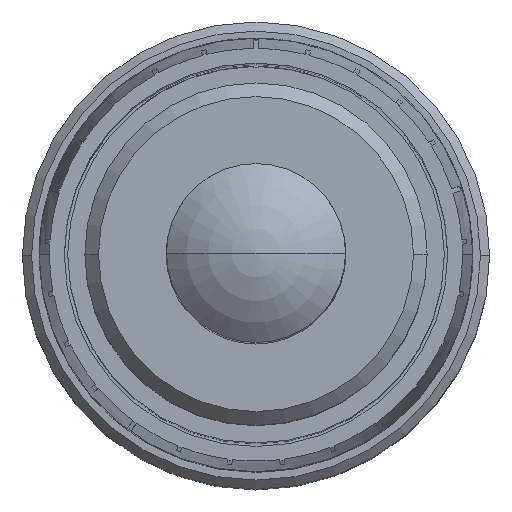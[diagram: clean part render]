
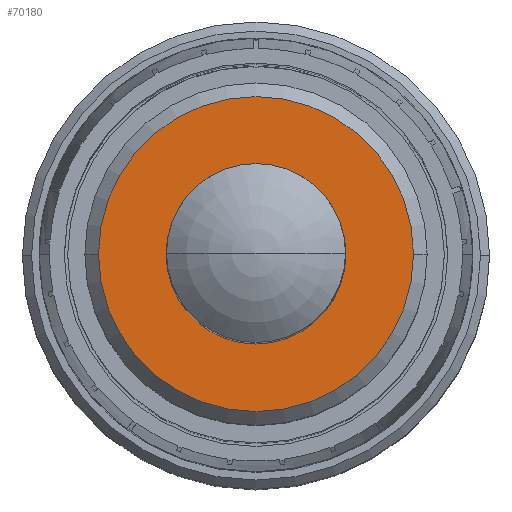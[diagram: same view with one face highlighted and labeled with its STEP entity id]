
A CAD part, top view. The second image highlights one B-rep face of the part: STEP entity #70180.
In plain terms, the highlighted planar face has unit normal (0, 0, 1).
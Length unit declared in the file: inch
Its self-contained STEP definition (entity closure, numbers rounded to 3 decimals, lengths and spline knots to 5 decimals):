
#27604 = ORIENTED_EDGE ( 'NONE', *, *, #30063, .F. ) ;
#27681 = EDGE_LOOP ( 'NONE', ( #70267, #69220 ) ) ;
#27687 = ORIENTED_EDGE ( 'NONE', *, *, #70300, .F. ) ;
#29984 = EDGE_CURVE ( 'NONE', #29990, #29985, #35624, .T. ) ;
#29985 = VERTEX_POINT ( 'NONE', #35528 ) ;
#29990 = VERTEX_POINT ( 'NONE', #35703 ) ;
#30020 = VERTEX_POINT ( 'NONE', #35895 ) ;
#30021 = VERTEX_POINT ( 'NONE', #35925 ) ;
#30063 = EDGE_CURVE ( 'NONE', #30021, #30020, #35745, .T. ) ;
#35145 = DIRECTION ( 'NONE',  ( 0., 0., 1. ) ) ;
#35157 = CARTESIAN_POINT ( 'NONE',  ( 0., 0., -0.685 ) ) ;
#35528 = CARTESIAN_POINT ( 'NONE',  ( -0.1725, 0., -0.685 ) ) ;
#35615 = DIRECTION ( 'NONE',  ( 1., 0., 0. ) ) ;
#35617 = DIRECTION ( 'NONE',  ( 0., 0., 1. ) ) ;
#35619 = CARTESIAN_POINT ( 'NONE',  ( 0., 0., -0.685 ) ) ;
#35621 = AXIS2_PLACEMENT_3D ( 'NONE', #35619, #35617, #35615 ) ;
#35624 = CIRCLE ( 'NONE', #35621, 0.1725 ) ;
#35698 = AXIS2_PLACEMENT_3D ( 'NONE', #35157, #35145, #36365 ) ;
#35703 = CARTESIAN_POINT ( 'NONE',  ( 0.1725, 0., -0.685 ) ) ;
#35745 = CIRCLE ( 'NONE', #35698, 0.0985 ) ;
#35895 = CARTESIAN_POINT ( 'NONE',  ( 0.0985, 0., -0.685 ) ) ;
#35925 = CARTESIAN_POINT ( 'NONE',  ( -0.0985, 0., -0.685 ) ) ;
#36365 = DIRECTION ( 'NONE',  ( 1., 0., 0. ) ) ;
#69220 = ORIENTED_EDGE ( 'NONE', *, *, #29984, .T. ) ;
#70180 = ADVANCED_FACE ( 'NONE', ( #72522, #72521 ), #72525, .T. ) ;
#70267 = ORIENTED_EDGE ( 'NONE', *, *, #70283, .T. ) ;
#70283 = EDGE_CURVE ( 'NONE', #29985, #29990, #72916, .T. ) ;
#70300 = EDGE_CURVE ( 'NONE', #30020, #30021, #72932, .T. ) ;
#70303 = EDGE_LOOP ( 'NONE', ( #27687, #27604 ) ) ;
#72521 = FACE_OUTER_BOUND ( 'NONE', #27681, .T. ) ;
#72522 = FACE_BOUND ( 'NONE', #70303, .T. ) ;
#72525 = PLANE ( 'NONE',  #72561 ) ;
#72558 = DIRECTION ( 'NONE',  ( 1., 0., 0. ) ) ;
#72559 = DIRECTION ( 'NONE',  ( 0., 0., 1. ) ) ;
#72560 = CARTESIAN_POINT ( 'NONE',  ( 0., 0., -0.685 ) ) ;
#72561 = AXIS2_PLACEMENT_3D ( 'NONE', #72560, #72559, #72558 ) ;
#72906 = DIRECTION ( 'NONE',  ( 1., 0., 0. ) ) ;
#72907 = DIRECTION ( 'NONE',  ( 0., 0., 1. ) ) ;
#72908 = CARTESIAN_POINT ( 'NONE',  ( 0., 0., -0.685 ) ) ;
#72909 = AXIS2_PLACEMENT_3D ( 'NONE', #72908, #72907, #72906 ) ;
#72916 = CIRCLE ( 'NONE', #72909, 0.1725 ) ;
#72929 = DIRECTION ( 'NONE',  ( 1., 0., 0. ) ) ;
#72930 = DIRECTION ( 'NONE',  ( 0., 0., 1. ) ) ;
#72931 = CARTESIAN_POINT ( 'NONE',  ( 0., 0., -0.685 ) ) ;
#72932 = CIRCLE ( 'NONE', #72941, 0.0985 ) ;
#72941 = AXIS2_PLACEMENT_3D ( 'NONE', #72931, #72930, #72929 ) ;
